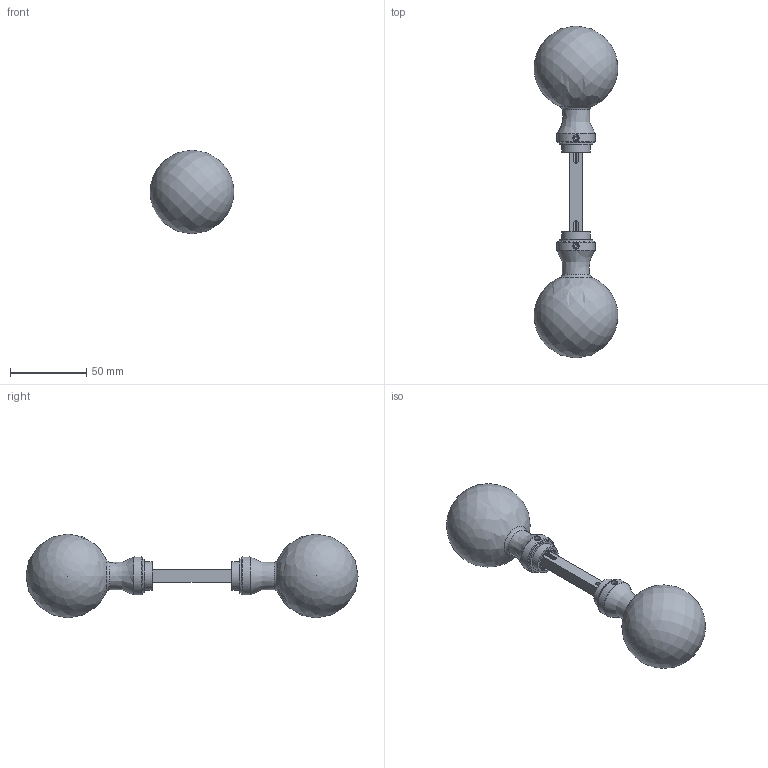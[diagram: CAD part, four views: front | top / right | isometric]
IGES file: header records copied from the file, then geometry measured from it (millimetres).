
Global section: file name: P8056-B; native system: Autodesk Inventor 2018; preprocessor: unknown; author: camerond; date: 20190708.085702; units: millimetre
Bounding box: 55.1 x 218.2 x 55.1 mm (x, y, z)
Volume: 195709.8 mm3; surface area: 31521.8 mm2
Topology: 7 solids, 7 shells, 126 faces, 356 edges, 240 vertices
Faces by surface type: bspline 126
